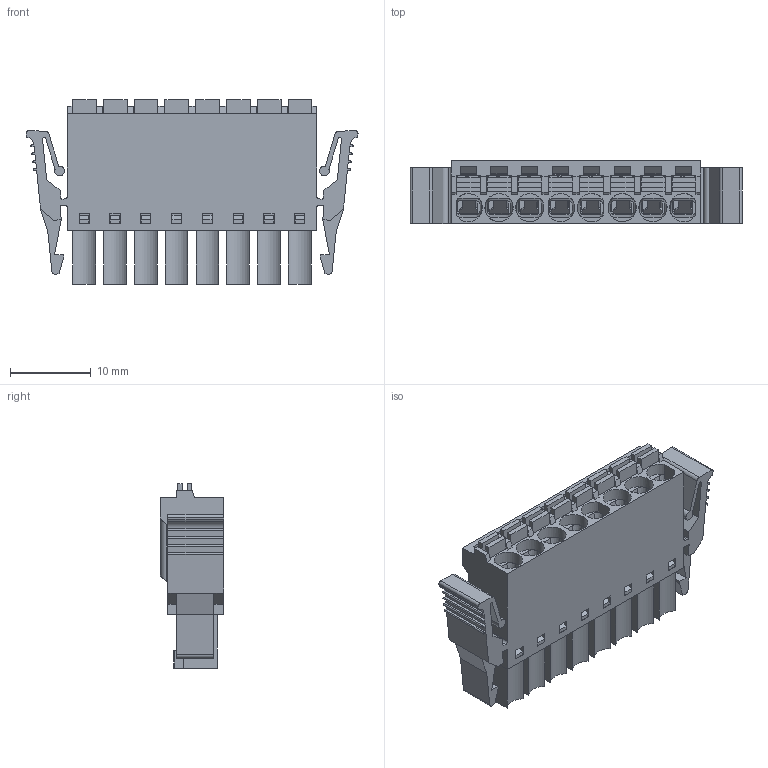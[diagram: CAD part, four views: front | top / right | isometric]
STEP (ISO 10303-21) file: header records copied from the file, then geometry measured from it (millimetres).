
FILE_DESCRIPTION( ( 'Unknown' ), '1' );
FILE_NAME( '691304330008.stp', 'Unknown', ( 'Unknown' ), ( 'Unknown' ), 'PSStep 18.0.17', 'Unknown', ' ' );
FILE_SCHEMA( ( 'AUTOMOTIVE_DESIGN { 1 0 10303 214 1 1 1 1 }' ) );
Length unit declared in the file: millimetre
Products named in the file (6): Assem1; 6913043300xx_Levier; 6913043300xx_Pin; 6913043300xx_Lamelle; 691304330008; 691304330008_Bas
Assembly tree (26 placements, depth 2):
  Assem1
    6913043300xx_Levier  x8
    6913043300xx_Pin  x8
    6913043300xx_Lamelle  x8
    691304330008
    691304330008_Bas
Bounding box: 41.08 x 7.8 x 22.8 mm (x, y, z)
Volume: 2833.4 mm3; surface area: 9355.3 mm2
Topology: 26 solids, 26 shells, 2458 faces, 6918 edges, 4504 vertices
Faces by surface type: plane 1904, cylinder 514, cone 40
Full cylindrical faces by diameter (mm): 1.2 x8, 3.5 x4
Entity records: 57225 total; most frequent: CARTESIAN_POINT 8353, ORIENTED_EDGE 8142, DIRECTION 7433, EDGE_CURVE 4071, LINE 3457, VECTOR 3457, VERTEX_POINT 2692, AXIS2_PLACEMENT_3D 1988
